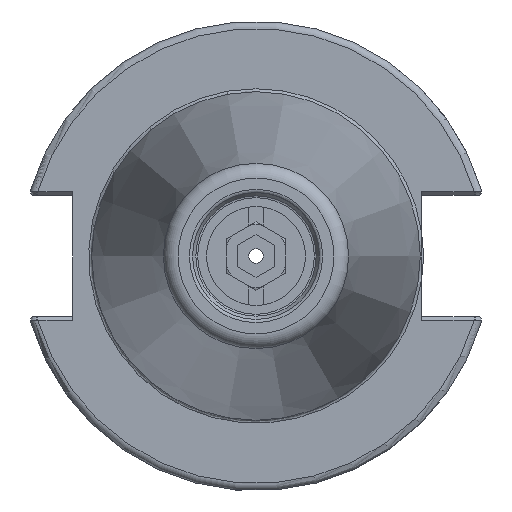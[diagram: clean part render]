
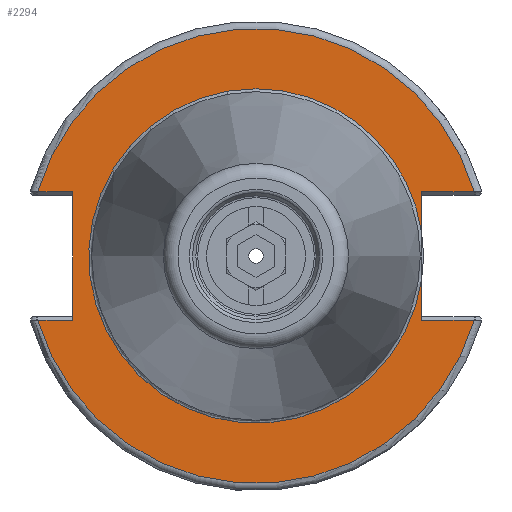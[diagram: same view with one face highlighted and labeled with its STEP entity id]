
A CAD part, left-side view. The second image highlights one B-rep face of the part: STEP entity #2294.
In plain terms, the highlighted planar face has unit normal (-1, 0, 0).
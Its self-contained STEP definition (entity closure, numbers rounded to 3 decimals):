
#149=PLANE('',#2486);
#227=FACE_OUTER_BOUND('',#364,.T.);
#364=EDGE_LOOP('',(#1662,#1663,#1664,#1665,#1666,#1667,#1668,#1669,#1670,
#1671,#1672));
#496=LINE('',#3453,#662);
#503=LINE('',#3575,#669);
#504=LINE('',#3579,#670);
#505=LINE('',#3581,#671);
#506=LINE('',#3583,#672);
#507=LINE('',#3587,#673);
#508=LINE('',#3589,#674);
#662=VECTOR('',#2812,10.);
#669=VECTOR('',#2823,10.);
#670=VECTOR('',#2826,10.);
#671=VECTOR('',#2827,10.);
#672=VECTOR('',#2828,10.);
#673=VECTOR('',#2831,10.);
#674=VECTOR('',#2832,10.);
#852=CIRCLE('',#2487,30.775);
#853=CIRCLE('',#2488,30.775);
#854=CIRCLE('',#2489,22.625);
#855=CIRCLE('',#2490,22.625);
#987=VERTEX_POINT('',#3450);
#988=VERTEX_POINT('',#3452);
#996=VERTEX_POINT('',#3574);
#997=VERTEX_POINT('',#3576);
#998=VERTEX_POINT('',#3578);
#999=VERTEX_POINT('',#3580);
#1000=VERTEX_POINT('',#3582);
#1001=VERTEX_POINT('',#3584);
#1002=VERTEX_POINT('',#3586);
#1003=VERTEX_POINT('',#3588);
#1004=VERTEX_POINT('',#3590);
#1241=EDGE_CURVE('',#987,#988,#496,.T.);
#1253=EDGE_CURVE('',#996,#988,#503,.T.);
#1254=EDGE_CURVE('',#997,#987,#852,.T.);
#1255=EDGE_CURVE('',#998,#997,#504,.T.);
#1256=EDGE_CURVE('',#998,#999,#505,.T.);
#1257=EDGE_CURVE('',#1000,#999,#506,.T.);
#1258=EDGE_CURVE('',#1001,#1000,#853,.T.);
#1259=EDGE_CURVE('',#1002,#1001,#507,.T.);
#1260=EDGE_CURVE('',#1002,#1003,#508,.T.);
#1261=EDGE_CURVE('',#1003,#1004,#854,.T.);
#1262=EDGE_CURVE('',#1004,#996,#855,.T.);
#1662=ORIENTED_EDGE('',*,*,#1253,.T.);
#1663=ORIENTED_EDGE('',*,*,#1241,.F.);
#1664=ORIENTED_EDGE('',*,*,#1254,.F.);
#1665=ORIENTED_EDGE('',*,*,#1255,.F.);
#1666=ORIENTED_EDGE('',*,*,#1256,.T.);
#1667=ORIENTED_EDGE('',*,*,#1257,.F.);
#1668=ORIENTED_EDGE('',*,*,#1258,.F.);
#1669=ORIENTED_EDGE('',*,*,#1259,.F.);
#1670=ORIENTED_EDGE('',*,*,#1260,.T.);
#1671=ORIENTED_EDGE('',*,*,#1261,.T.);
#1672=ORIENTED_EDGE('',*,*,#1262,.T.);
#2294=ADVANCED_FACE('',(#227),#149,.T.);
#2486=AXIS2_PLACEMENT_3D('',#3573,#2821,#2822);
#2487=AXIS2_PLACEMENT_3D('',#3577,#2824,#2825);
#2488=AXIS2_PLACEMENT_3D('',#3585,#2829,#2830);
#2489=AXIS2_PLACEMENT_3D('',#3591,#2833,#2834);
#2490=AXIS2_PLACEMENT_3D('',#3592,#2835,#2836);
#2812=DIRECTION('',(0.,1.,0.));
#2821=DIRECTION('center_axis',(-1.,0.,0.));
#2822=DIRECTION('ref_axis',(0.,0.,1.));
#2823=DIRECTION('',(0.,0.,1.));
#2824=DIRECTION('center_axis',(1.,0.,0.));
#2825=DIRECTION('ref_axis',(0.,0.,-1.));
#2826=DIRECTION('',(0.,1.,0.));
#2827=DIRECTION('',(0.,0.,-1.));
#2828=DIRECTION('',(0.,-1.,0.));
#2829=DIRECTION('center_axis',(1.,0.,0.));
#2830=DIRECTION('ref_axis',(0.,0.,-1.));
#2831=DIRECTION('',(0.,-1.,0.));
#2832=DIRECTION('',(0.,0.,1.));
#2833=DIRECTION('center_axis',(1.,0.,0.));
#2834=DIRECTION('ref_axis',(0.,0.,-1.));
#2835=DIRECTION('center_axis',(1.,0.,0.));
#2836=DIRECTION('ref_axis',(0.,0.,-1.));
#3450=CARTESIAN_POINT('',(3.175,-29.523,8.69));
#3452=CARTESIAN_POINT('',(3.175,-22.41,8.69));
#3453=CARTESIAN_POINT('',(3.175,4.182,8.69));
#3573=CARTESIAN_POINT('Origin',(3.175,30.775,0.));
#3574=CARTESIAN_POINT('',(3.175,-22.41,3.112));
#3575=CARTESIAN_POINT('',(3.175,-22.41,-4.095));
#3576=CARTESIAN_POINT('',(3.175,29.523,8.69));
#3577=CARTESIAN_POINT('Origin',(3.175,0.,0.));
#3578=CARTESIAN_POINT('',(3.175,24.8,8.69));
#3579=CARTESIAN_POINT('',(3.175,38.399,8.69));
#3580=CARTESIAN_POINT('',(3.175,24.8,-8.69));
#3581=CARTESIAN_POINT('',(3.175,24.8,4.095));
#3582=CARTESIAN_POINT('',(3.175,29.523,-8.69));
#3583=CARTESIAN_POINT('',(3.175,27.788,-8.69));
#3584=CARTESIAN_POINT('',(3.175,-29.523,-8.69));
#3585=CARTESIAN_POINT('Origin',(3.175,0.,0.));
#3586=CARTESIAN_POINT('',(3.175,-22.41,-8.69));
#3587=CARTESIAN_POINT('',(3.175,-6.591,-8.69));
#3588=CARTESIAN_POINT('',(3.175,-22.41,-3.112));
#3589=CARTESIAN_POINT('',(3.175,-22.41,-4.095));
#3590=CARTESIAN_POINT('',(3.175,0.,22.625));
#3591=CARTESIAN_POINT('Origin',(3.175,0.,0.));
#3592=CARTESIAN_POINT('Origin',(3.175,0.,0.));
